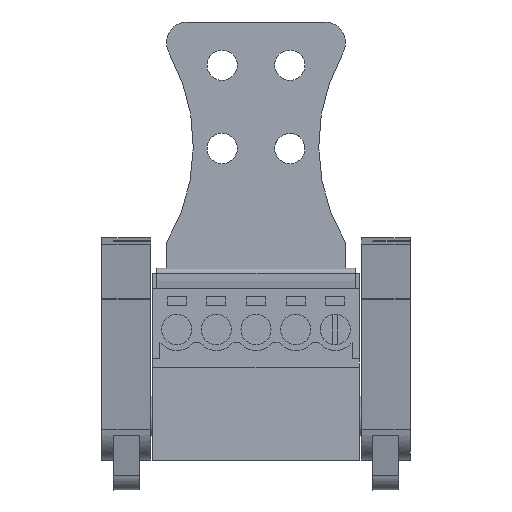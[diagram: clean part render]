
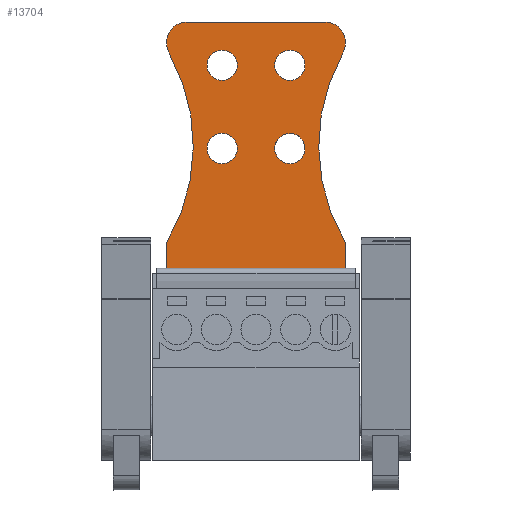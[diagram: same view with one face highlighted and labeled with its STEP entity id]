
A CAD part, front view. The second image highlights one B-rep face of the part: STEP entity #13704.
In plain terms, the highlighted planar face has unit normal (0, -1, 0).
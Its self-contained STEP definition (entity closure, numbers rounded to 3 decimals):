
#13276=AXIS2_PLACEMENT_3D('Circle Axis2P3D',#13274,#13275,$) ;
#13308=AXIS2_PLACEMENT_3D('Circle Axis2P3D',#13306,#13307,$) ;
#13358=AXIS2_PLACEMENT_3D('Circle Axis2P3D',#13356,#13357,$) ;
#13376=AXIS2_PLACEMENT_3D('Circle Axis2P3D',#13374,#13375,$) ;
#13451=AXIS2_PLACEMENT_3D('Circle Axis2P3D',#13449,#13450,$) ;
#13483=AXIS2_PLACEMENT_3D('Circle Axis2P3D',#13481,#13482,$) ;
#13501=AXIS2_PLACEMENT_3D('Circle Axis2P3D',#13499,#13500,$) ;
#13533=AXIS2_PLACEMENT_3D('Circle Axis2P3D',#13531,#13532,$) ;
#13551=AXIS2_PLACEMENT_3D('Circle Axis2P3D',#13549,#13550,$) ;
#13607=AXIS2_PLACEMENT_3D('Circle Axis2P3D',#13605,#13606,$) ;
#13639=AXIS2_PLACEMENT_3D('Circle Axis2P3D',#13637,#13638,$) ;
#13671=AXIS2_PLACEMENT_3D('Plane Axis2P3D',#13668,#13669,#13670) ;
#13217=CARTESIAN_POINT('Line Origine',(6.26,14.976,22.296)) ;
#13221=CARTESIAN_POINT('Vertex',(6.26,14.976,23.797)) ;
#13223=CARTESIAN_POINT('Vertex',(6.26,14.976,20.796)) ;
#13274=CARTESIAN_POINT('Axis2P3D Location',(-9.395,14.976,33.07)) ;
#13278=CARTESIAN_POINT('Vertex',(6.476,14.976,41.968)) ;
#13303=CARTESIAN_POINT('Vertex',(8.22,14.976,44.946)) ;
#13306=CARTESIAN_POINT('Axis2P3D Location',(8.22,14.976,42.946)) ;
#13324=CARTESIAN_POINT('Line Origine',(14.82,14.976,44.946)) ;
#13328=CARTESIAN_POINT('Vertex',(21.42,14.976,44.946)) ;
#13353=CARTESIAN_POINT('Vertex',(23.164,14.976,41.968)) ;
#13356=CARTESIAN_POINT('Axis2P3D Location',(21.42,14.976,42.946)) ;
#13374=CARTESIAN_POINT('Axis2P3D Location',(39.035,14.976,33.07)) ;
#13378=CARTESIAN_POINT('Vertex',(23.38,14.976,23.797)) ;
#13399=CARTESIAN_POINT('Line Origine',(23.38,14.976,22.296)) ;
#13403=CARTESIAN_POINT('Vertex',(23.38,14.976,20.796)) ;
#13449=CARTESIAN_POINT('Axis2P3D Location',(18.07,14.976,40.796)) ;
#13453=CARTESIAN_POINT('Vertex',(16.62,14.976,40.796)) ;
#13455=CARTESIAN_POINT('Vertex',(19.52,14.976,40.796)) ;
#13481=CARTESIAN_POINT('Axis2P3D Location',(18.07,14.976,40.796)) ;
#13499=CARTESIAN_POINT('Axis2P3D Location',(11.57,14.976,40.796)) ;
#13503=CARTESIAN_POINT('Vertex',(10.12,14.976,40.796)) ;
#13505=CARTESIAN_POINT('Vertex',(13.02,14.976,40.796)) ;
#13531=CARTESIAN_POINT('Axis2P3D Location',(11.57,14.976,40.796)) ;
#13549=CARTESIAN_POINT('Axis2P3D Location',(18.07,14.976,32.796)) ;
#13553=CARTESIAN_POINT('Vertex',(16.62,14.976,32.796)) ;
#13555=CARTESIAN_POINT('Vertex',(19.52,14.976,32.796)) ;
#13582=CARTESIAN_POINT('Control Point',(16.62,14.976,32.796)) ;
#13583=CARTESIAN_POINT('Control Point',(16.62,14.976,33.252)) ;
#13584=CARTESIAN_POINT('Control Point',(16.799,14.976,33.707)) ;
#13585=CARTESIAN_POINT('Control Point',(17.159,14.976,34.068)) ;
#13586=CARTESIAN_POINT('Control Point',(18.07,14.976,34.425)) ;
#13587=CARTESIAN_POINT('Control Point',(18.981,14.976,34.068)) ;
#13588=CARTESIAN_POINT('Control Point',(19.341,14.976,33.707)) ;
#13589=CARTESIAN_POINT('Control Point',(19.52,14.976,33.252)) ;
#13590=CARTESIAN_POINT('Control Point',(19.52,14.976,32.796)) ;
#13605=CARTESIAN_POINT('Axis2P3D Location',(11.57,14.976,32.796)) ;
#13609=CARTESIAN_POINT('Vertex',(10.12,14.976,32.796)) ;
#13611=CARTESIAN_POINT('Vertex',(13.02,14.976,32.796)) ;
#13637=CARTESIAN_POINT('Axis2P3D Location',(11.57,14.976,32.796)) ;
#13668=CARTESIAN_POINT('Axis2P3D Location',(14.82,14.976,11.796)) ;
#13673=CARTESIAN_POINT('Line Origine',(14.82,14.976,20.796)) ;
#13218=DIRECTION('Vector Direction',(0.,0.,-1.)) ;
#13275=DIRECTION('Axis2P3D Direction',(0.,1.,0.)) ;
#13307=DIRECTION('Axis2P3D Direction',(0.,1.,0.)) ;
#13325=DIRECTION('Vector Direction',(1.,0.,0.)) ;
#13357=DIRECTION('Axis2P3D Direction',(0.,1.,0.)) ;
#13375=DIRECTION('Axis2P3D Direction',(0.,1.,0.)) ;
#13400=DIRECTION('Vector Direction',(0.,0.,1.)) ;
#13450=DIRECTION('Axis2P3D Direction',(0.,1.,0.)) ;
#13482=DIRECTION('Axis2P3D Direction',(0.,1.,0.)) ;
#13500=DIRECTION('Axis2P3D Direction',(0.,1.,0.)) ;
#13532=DIRECTION('Axis2P3D Direction',(0.,1.,0.)) ;
#13550=DIRECTION('Axis2P3D Direction',(0.,1.,0.)) ;
#13606=DIRECTION('Axis2P3D Direction',(0.,1.,0.)) ;
#13638=DIRECTION('Axis2P3D Direction',(0.,1.,0.)) ;
#13669=DIRECTION('Axis2P3D Direction',(0.,-1.,0.)) ;
#13670=DIRECTION('Axis2P3D XDirection',(1.,0.,0.)) ;
#13674=DIRECTION('Vector Direction',(-1.,0.,0.)) ;
#13219=VECTOR('Line Direction',#13218,1.) ;
#13326=VECTOR('Line Direction',#13325,1.) ;
#13401=VECTOR('Line Direction',#13400,1.) ;
#13675=VECTOR('Line Direction',#13674,1.) ;
#13679=ORIENTED_EDGE('',*,*,#13405,.T.) ;
#13680=ORIENTED_EDGE('',*,*,#13380,.F.) ;
#13681=ORIENTED_EDGE('',*,*,#13360,.T.) ;
#13682=ORIENTED_EDGE('',*,*,#13330,.F.) ;
#13683=ORIENTED_EDGE('',*,*,#13310,.T.) ;
#13684=ORIENTED_EDGE('',*,*,#13280,.F.) ;
#13685=ORIENTED_EDGE('',*,*,#13225,.T.) ;
#13686=ORIENTED_EDGE('',*,*,#13677,.F.) ;
#13689=ORIENTED_EDGE('',*,*,#13457,.F.) ;
#13690=ORIENTED_EDGE('',*,*,#13485,.F.) ;
#13693=ORIENTED_EDGE('',*,*,#13507,.F.) ;
#13694=ORIENTED_EDGE('',*,*,#13535,.F.) ;
#13697=ORIENTED_EDGE('',*,*,#13557,.F.) ;
#13698=ORIENTED_EDGE('',*,*,#13591,.F.) ;
#13701=ORIENTED_EDGE('',*,*,#13613,.F.) ;
#13702=ORIENTED_EDGE('',*,*,#13641,.F.) ;
#13691=FACE_BOUND('',#13688,.T.) ;
#13695=FACE_BOUND('',#13692,.T.) ;
#13699=FACE_BOUND('',#13696,.T.) ;
#13703=FACE_BOUND('',#13700,.T.) ;
#13704=ADVANCED_FACE('Strain relief',(#13687,#13691,#13695,#13699,#13703),#13672,.T.) ;
#13581=B_SPLINE_CURVE_WITH_KNOTS('',5,(#13582,#13583,#13584,#13585,#13586,#13587,#13588,#13589,#13590),.UNSPECIFIED.,.F.,.U.,(6,3,6),(-2.278,0.,2.278),.UNSPECIFIED.) ;
#13277=CIRCLE('generated circle',#13276,18.195) ;
#13309=CIRCLE('generated circle',#13308,2.) ;
#13359=CIRCLE('generated circle',#13358,2.) ;
#13377=CIRCLE('generated circle',#13376,18.195) ;
#13452=CIRCLE('generated circle',#13451,1.45) ;
#13484=CIRCLE('generated circle',#13483,1.45) ;
#13502=CIRCLE('generated circle',#13501,1.45) ;
#13534=CIRCLE('generated circle',#13533,1.45) ;
#13552=CIRCLE('generated circle',#13551,1.45) ;
#13608=CIRCLE('generated circle',#13607,1.45) ;
#13640=CIRCLE('generated circle',#13639,1.45) ;
#13225=EDGE_CURVE('',#13222,#13224,#13220,.T.) ;
#13280=EDGE_CURVE('',#13222,#13279,#13277,.F.) ;
#13310=EDGE_CURVE('',#13304,#13279,#13309,.F.) ;
#13330=EDGE_CURVE('',#13304,#13329,#13327,.T.) ;
#13360=EDGE_CURVE('',#13354,#13329,#13359,.F.) ;
#13380=EDGE_CURVE('',#13354,#13379,#13377,.F.) ;
#13405=EDGE_CURVE('',#13404,#13379,#13402,.T.) ;
#13457=EDGE_CURVE('',#13454,#13456,#13452,.F.) ;
#13485=EDGE_CURVE('',#13456,#13454,#13484,.F.) ;
#13507=EDGE_CURVE('',#13504,#13506,#13502,.F.) ;
#13535=EDGE_CURVE('',#13506,#13504,#13534,.F.) ;
#13557=EDGE_CURVE('',#13554,#13556,#13552,.F.) ;
#13591=EDGE_CURVE('',#13556,#13554,#13581,.F.) ;
#13613=EDGE_CURVE('',#13610,#13612,#13608,.F.) ;
#13641=EDGE_CURVE('',#13612,#13610,#13640,.F.) ;
#13677=EDGE_CURVE('',#13404,#13224,#13676,.T.) ;
#13678=EDGE_LOOP('',(#13679,#13680,#13681,#13682,#13683,#13684,#13685,#13686)) ;
#13688=EDGE_LOOP('',(#13689,#13690)) ;
#13692=EDGE_LOOP('',(#13693,#13694)) ;
#13696=EDGE_LOOP('',(#13697,#13698)) ;
#13700=EDGE_LOOP('',(#13701,#13702)) ;
#13687=FACE_OUTER_BOUND('',#13678,.T.) ;
#13220=LINE('Line',#13217,#13219) ;
#13327=LINE('Line',#13324,#13326) ;
#13402=LINE('Line',#13399,#13401) ;
#13676=LINE('Line',#13673,#13675) ;
#13672=PLANE('',#13671) ;
#13222=VERTEX_POINT('',#13221) ;
#13224=VERTEX_POINT('',#13223) ;
#13279=VERTEX_POINT('',#13278) ;
#13304=VERTEX_POINT('',#13303) ;
#13329=VERTEX_POINT('',#13328) ;
#13354=VERTEX_POINT('',#13353) ;
#13379=VERTEX_POINT('',#13378) ;
#13404=VERTEX_POINT('',#13403) ;
#13454=VERTEX_POINT('',#13453) ;
#13456=VERTEX_POINT('',#13455) ;
#13504=VERTEX_POINT('',#13503) ;
#13506=VERTEX_POINT('',#13505) ;
#13554=VERTEX_POINT('',#13553) ;
#13556=VERTEX_POINT('',#13555) ;
#13610=VERTEX_POINT('',#13609) ;
#13612=VERTEX_POINT('',#13611) ;
